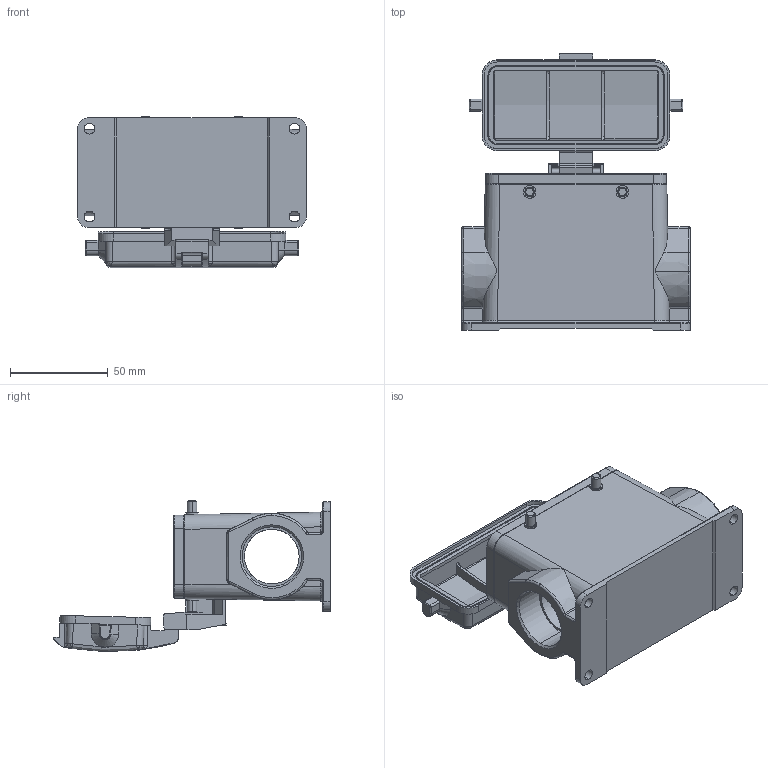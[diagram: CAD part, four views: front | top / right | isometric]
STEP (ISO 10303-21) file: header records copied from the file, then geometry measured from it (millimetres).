
FILE_DESCRIPTION (( 'STEP AP203' ), '1' );
FILE_NAME ('H16B-SFH-4B-CV-2M32.STP', '2017-08-04T06:45:00', ( '微软用户' ), ( '微软中国' ), 'SwSTEP 2.0', 'SolidWorks 2012', '' );
FILE_SCHEMA (( 'CONFIG_CONTROL_DESIGN' ));
Length unit declared in the file: millimetre
Products named in the file (1): H16B-SFH-4B-CV-2M32
Bounding box: 117 x 141.74 x 77.48 mm (x, y, z)
Surface area: 80156.3 mm2 (no closed solid volume)
Topology: 0 solids, 7 shells, 664 faces, 1656 edges, 1032 vertices
Faces by surface type: cylinder 259, plane 240, bspline 89, torus 41, cone 35
Entity records: 27016 total; most frequent: CARTESIAN_POINT 12013, ORIENTED_EDGE 3308, DIRECTION 2859, EDGE_CURVE 1656, VERTEX_POINT 1032, AXIS2_PLACEMENT_3D 1018, VECTOR 823, LINE 823
